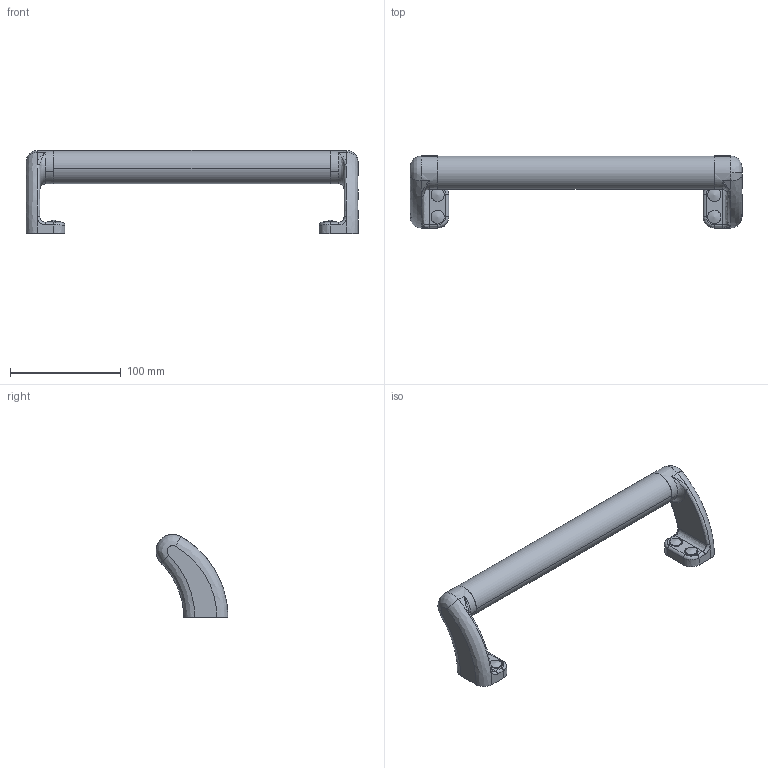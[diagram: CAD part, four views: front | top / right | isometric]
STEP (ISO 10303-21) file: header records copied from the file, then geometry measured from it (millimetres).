
FILE_DESCRIPTION((''),'2;1');
FILE_NAME('','2007-04-02T16:52:10',(''),(''),'','CADfix','');
FILE_SCHEMA(('AUTOMOTIVE_DESIGN { 1 0 10303 214 1 1 1 1 }'));
Length unit declared in the file: millimetre
Bounding box: 300 x 65 x 75 mm (x, y, z)
Volume: 275835.9 mm3; surface area: 48847.6 mm2
Topology: 7 solids, 7 shells, 183 faces, 483 edges, 322 vertices
Faces by surface type: bspline 183
Entity records: 9517 total; most frequent: CARTESIAN_POINT 6690, ORIENTED_EDGE 962, EDGE_CURVE 481, VERTEX_POINT 322, EDGE_LOOP 201, FACE_OUTER_BOUND 183, ADVANCED_FACE 183, QUASI_UNIFORM_CURVE 166
